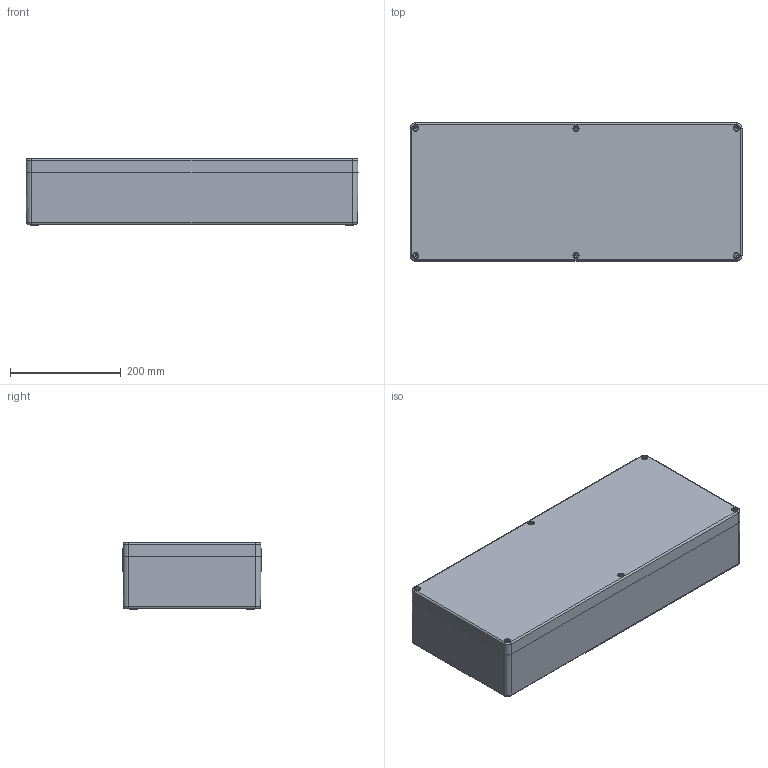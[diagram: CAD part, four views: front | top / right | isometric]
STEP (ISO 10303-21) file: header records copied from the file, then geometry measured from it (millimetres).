
FILE_DESCRIPTION(/* description */ (''),/* implementation_level */ '2;1');
FILE_NAME(/* name */ '07602512010-RST.stp',/* time_stamp */ '2021-09-02T14:40:17+02:00',/* author */ ('sl'),/* organization */ (''),/* preprocessor_version */ 'ST-DEVELOPER v16.5',/* originating_system */ 'Autodesk Inventor 2017',/* authorisation */ '');
FILE_SCHEMA (('AUTOMOTIVE_DESIGN { 1 0 10303 214 3 1 1 }'));
Length unit declared in the file: millimetre
Products named in the file (4): Polyester-Gehäuse-24-BG-0001-07_602512_010; Deckel-Polyester-Gehäuse-24-BT-0001-07_602512_010; UT-Polyester-Gehäuse-24-BT-0002-07_602512_010; Schrauben-Polyester-Gehäuse-24-BT-0003-07_602512_0
10
Assembly tree (8 placements, depth 2):
  Polyester-Gehäuse-24-BG-0001-07_602512_010
    Deckel-Polyester-Gehäuse-24-BT-0001-07_602512_010
    Schrauben-Polyester-Gehäuse-24-BT-0003-07_602512_0
10  x6
    UT-Polyester-Gehäuse-24-BT-0002-07_602512_010
Bounding box: 600 x 250 x 121 mm (x, y, z)
Volume: 3030952.7 mm3; surface area: 1011417.2 mm2
Topology: 8 solids, 8 shells, 497 faces, 1240 edges, 788 vertices
Faces by surface type: plane 235, cone 122, cylinder 102, torus 26, bspline 12
Full cylindrical faces by diameter (mm): 4.917 x12, 5.3 x6, 5.318 x6, 6 x6
Entity records: 10586 total; most frequent: DIRECTION 1916, CARTESIAN_POINT 1881, ORIENTED_EDGE 1604, EDGE_CURVE 802, AXIS2_PLACEMENT_3D 755, VERTEX_POINT 560, EDGE_LOOP 506, LINE 406
